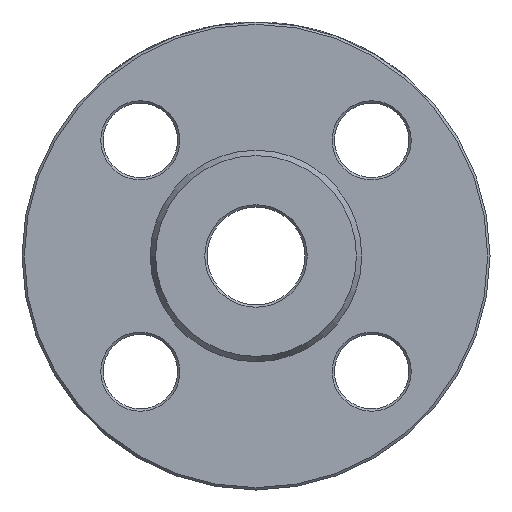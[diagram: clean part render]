
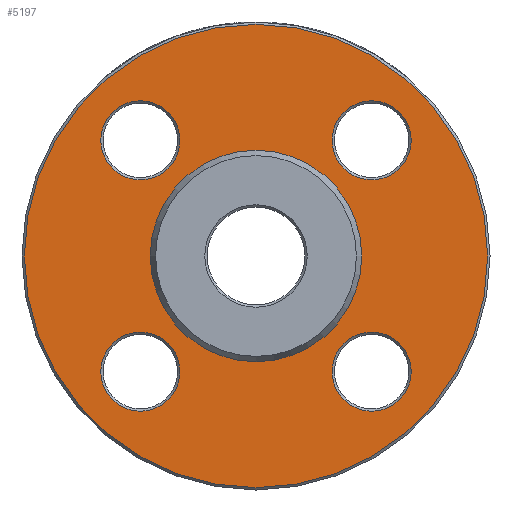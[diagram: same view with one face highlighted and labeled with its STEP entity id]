
A CAD part, left-side view. The second image highlights one B-rep face of the part: STEP entity #5197.
In plain terms, the highlighted planar face has unit normal (-1, 0, 0).
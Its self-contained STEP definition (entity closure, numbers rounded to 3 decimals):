
#228 = AXIS2_PLACEMENT_3D ( 'NONE', #945, #1403, #440 ) ;
#319 = VERTEX_POINT ( 'NONE', #5701 ) ;
#360 = EDGE_LOOP ( 'NONE', ( #4252 ) ) ;
#440 = DIRECTION ( 'NONE',  ( 0., 0., -1. ) ) ;
#495 = CARTESIAN_POINT ( 'NONE',  ( 2., 22.605, 0. ) ) ;
#524 = EDGE_CURVE ( 'NONE', #830, #830, #1560, .T. ) ;
#593 = EDGE_CURVE ( 'NONE', #319, #319, #1279, .T. ) ;
#751 = ORIENTED_EDGE ( 'NONE', *, *, #4113, .T. ) ;
#830 = VERTEX_POINT ( 'NONE', #5764 ) ;
#914 = ORIENTED_EDGE ( 'NONE', *, *, #1168, .T. ) ;
#945 = CARTESIAN_POINT ( 'NONE',  ( 2., 24.713, -24.713 ) ) ;
#1083 = EDGE_LOOP ( 'NONE', ( #751 ) ) ;
#1088 = EDGE_CURVE ( 'NONE', #2624, #2624, #1661, .T. ) ;
#1168 = EDGE_CURVE ( 'NONE', #4349, #4349, #4268, .T. ) ;
#1182 = DIRECTION ( 'NONE',  ( 0., 0., 1. ) ) ;
#1239 = AXIS2_PLACEMENT_3D ( 'NONE', #3684, #3362, #4300 ) ;
#1279 = CIRCLE ( 'NONE', #228, 8.45 ) ;
#1315 = VERTEX_POINT ( 'NONE', #3099 ) ;
#1368 = DIRECTION ( 'NONE',  ( 0., 0., -1. ) ) ;
#1403 = DIRECTION ( 'NONE',  ( 1., 0., 0. ) ) ;
#1560 = CIRCLE ( 'NONE', #2960, 22.605 ) ;
#1583 = EDGE_LOOP ( 'NONE', ( #2667 ) ) ;
#1661 = CIRCLE ( 'NONE', #2860, 49.5 ) ;
#1807 = DIRECTION ( 'NONE',  ( -1., 0., 0. ) ) ;
#1842 = CARTESIAN_POINT ( 'NONE',  ( 2., 33.163, 24.713 ) ) ;
#1865 = DIRECTION ( 'NONE',  ( 1., 0., 0. ) ) ;
#1958 = EDGE_CURVE ( 'NONE', #1315, #1315, #2676, .T. ) ;
#2060 = EDGE_LOOP ( 'NONE', ( #914 ) ) ;
#2103 = CARTESIAN_POINT ( 'NONE',  ( 2., 0., -49.5 ) ) ;
#2207 = ORIENTED_EDGE ( 'NONE', *, *, #1088, .T. ) ;
#2329 = FACE_BOUND ( 'NONE', #2060, .T. ) ;
#2561 = CARTESIAN_POINT ( 'NONE',  ( 2., 0., 0. ) ) ;
#2624 = VERTEX_POINT ( 'NONE', #2103 ) ;
#2667 = ORIENTED_EDGE ( 'NONE', *, *, #593, .T. ) ;
#2676 = CIRCLE ( 'NONE', #4548, 8.45 ) ;
#2714 = VERTEX_POINT ( 'NONE', #1842 ) ;
#2860 = AXIS2_PLACEMENT_3D ( 'NONE', #3548, #1807, #1368 ) ;
#2960 = AXIS2_PLACEMENT_3D ( 'NONE', #2561, #5762, #4814 ) ;
#3023 = DIRECTION ( 'NONE',  ( 1., 0., 0. ) ) ;
#3099 = CARTESIAN_POINT ( 'NONE',  ( 2., -24.713, 33.163 ) ) ;
#3122 = FACE_BOUND ( 'NONE', #360, .T. ) ;
#3362 = DIRECTION ( 'NONE',  ( 1., 0., 0. ) ) ;
#3486 = ORIENTED_EDGE ( 'NONE', *, *, #1958, .T. ) ;
#3548 = CARTESIAN_POINT ( 'NONE',  ( 2., 0., 0. ) ) ;
#3582 = FACE_BOUND ( 'NONE', #1583, .T. ) ;
#3614 = FACE_BOUND ( 'NONE', #4343, .T. ) ;
#3684 = CARTESIAN_POINT ( 'NONE',  ( 2., 24.713, 24.713 ) ) ;
#3863 = CIRCLE ( 'NONE', #1239, 8.45 ) ;
#4113 = EDGE_CURVE ( 'NONE', #2714, #2714, #3863, .T. ) ;
#4118 = FACE_BOUND ( 'NONE', #1083, .T. ) ;
#4252 = ORIENTED_EDGE ( 'NONE', *, *, #524, .F. ) ;
#4268 = CIRCLE ( 'NONE', #4831, 8.45 ) ;
#4300 = DIRECTION ( 'NONE',  ( 0., 1., 0. ) ) ;
#4343 = EDGE_LOOP ( 'NONE', ( #3486 ) ) ;
#4349 = VERTEX_POINT ( 'NONE', #4412 ) ;
#4412 = CARTESIAN_POINT ( 'NONE',  ( 2., -33.163, -24.713 ) ) ;
#4548 = AXIS2_PLACEMENT_3D ( 'NONE', #5658, #5691, #1182 ) ;
#4550 = PLANE ( 'NONE',  #5562 ) ;
#4814 = DIRECTION ( 'NONE',  ( 0., 0., 1. ) ) ;
#4831 = AXIS2_PLACEMENT_3D ( 'NONE', #5276, #3023, #5715 ) ;
#4836 = EDGE_LOOP ( 'NONE', ( #2207 ) ) ;
#4906 = DIRECTION ( 'NONE',  ( 0., 0., -1. ) ) ;
#5197 = ADVANCED_FACE ( 'NONE', ( #2329, #3614, #4118, #3582, #5350, #3122 ), #4550, .F. ) ;
#5276 = CARTESIAN_POINT ( 'NONE',  ( 2., -24.713, -24.713 ) ) ;
#5350 = FACE_OUTER_BOUND ( 'NONE', #4836, .T. ) ;
#5562 = AXIS2_PLACEMENT_3D ( 'NONE', #495, #1865, #4906 ) ;
#5658 = CARTESIAN_POINT ( 'NONE',  ( 2., -24.713, 24.713 ) ) ;
#5691 = DIRECTION ( 'NONE',  ( 1., 0., 0. ) ) ;
#5701 = CARTESIAN_POINT ( 'NONE',  ( 2., 24.713, -33.163 ) ) ;
#5715 = DIRECTION ( 'NONE',  ( 0., -1., 0. ) ) ;
#5762 = DIRECTION ( 'NONE',  ( -1., 0., 0. ) ) ;
#5764 = CARTESIAN_POINT ( 'NONE',  ( 2., 0., 22.605 ) ) ;
